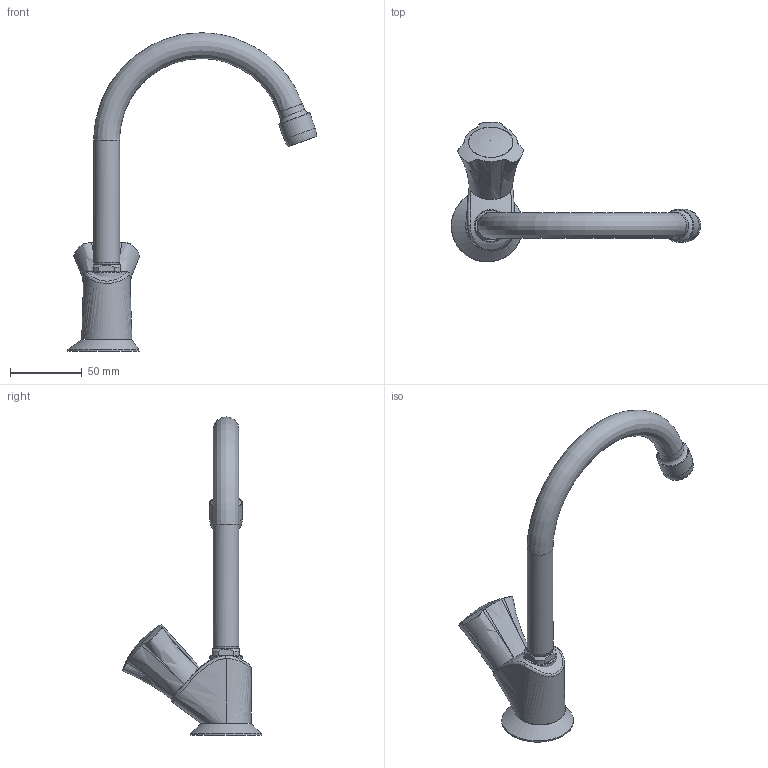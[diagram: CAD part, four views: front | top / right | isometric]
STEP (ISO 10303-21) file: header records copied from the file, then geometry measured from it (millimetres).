
FILE_DESCRIPTION(/* description */ ('Unknown'),/* implementation_level */ '2;1');
FILE_NAME(/* name */ '20393001',/* time_stamp */ '2022-09-01T15:55:17+02:00',/* author */ ('Unknown'),/* organization */ ('GROHE AG'),/* preprocessor_version */ 'ST-DEVELOPER v16.7',/* originating_system */ 'DEX',/* authorisation */ $);
FILE_SCHEMA (('AUTOMOTIVE_DESIGN {1 0 10303 214 3 1 1}'));
Length unit declared in the file: millimetre
Products named in the file (3): 20393001; id77
Assembly tree (2 placements, depth 2):
  20393001
    20393001
    id77
Bounding box: 173.9 x 97.46 x 222.14 mm (x, y, z)
Volume: 116293.9 mm3; surface area: 37922.4 mm2
Topology: 3 solids, 7 shells, 53 faces, 137 edges, 91 vertices
Faces by surface type: bspline 22, plane 16, cylinder 9, cone 3, torus 2, sphere 1
Full cylindrical faces by diameter (mm): 18 x1, 18.013 x1, 23 x2, 50 x1
Entity records: 4166 total; most frequent: CARTESIAN_POINT 3065, ORIENTED_EDGE 221, DIRECTION 138, EDGE_CURVE 114, VERTEX_POINT 83, B_SPLINE_CURVE_WITH_KNOTS 73, EDGE_LOOP 68, FACE_BOUND 68
